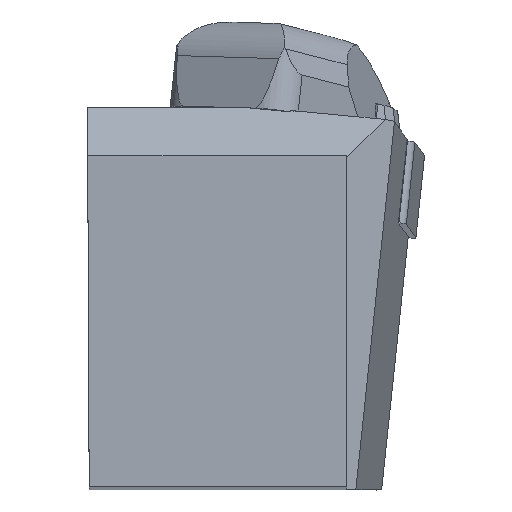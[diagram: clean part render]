
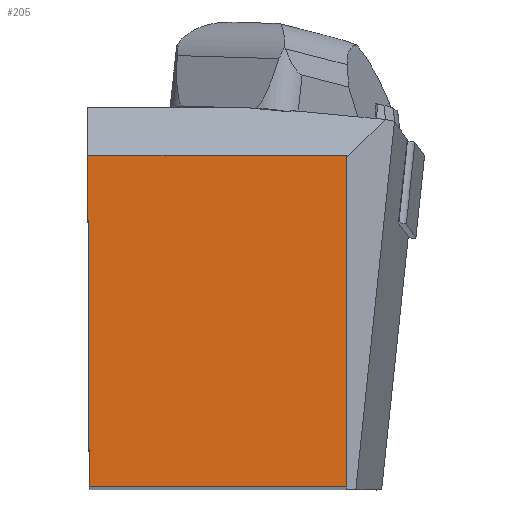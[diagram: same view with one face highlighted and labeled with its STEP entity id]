
A CAD part, top view. The second image highlights one B-rep face of the part: STEP entity #205.
In plain terms, the highlighted planar face has unit normal (0, 0, 1).
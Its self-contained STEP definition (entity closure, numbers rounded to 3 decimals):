
#146=FACE_OUTER_BOUND('',#610,.T.);
#205=ADVANCED_FACE('BLANK_BOXF006',(#146),#272,.F.);
#272=PLANE('',#1473);
#348=LINE('',#2127,#473);
#354=LINE('',#2140,#479);
#357=LINE('',#2144,#482);
#358=LINE('',#2146,#483);
#473=VECTOR('',#1672,1.);
#479=VECTOR('',#1680,1.);
#482=VECTOR('',#1685,1.);
#483=VECTOR('',#1686,1.);
#610=EDGE_LOOP('',(#771,#772,#773,#774));
#771=ORIENTED_EDGE('',*,*,#1221,.T.);
#772=ORIENTED_EDGE('',*,*,#1222,.T.);
#773=ORIENTED_EDGE('',*,*,#1212,.T.);
#774=ORIENTED_EDGE('',*,*,#1218,.T.);
#1078=VERTEX_POINT('',#2126);
#1079=VERTEX_POINT('',#2128);
#1084=VERTEX_POINT('',#2139);
#1085=VERTEX_POINT('',#2145);
#1212=EDGE_CURVE('',#1079,#1078,#348,.T.);
#1218=EDGE_CURVE('',#1078,#1084,#354,.T.);
#1221=EDGE_CURVE('',#1084,#1085,#357,.T.);
#1222=EDGE_CURVE('',#1085,#1079,#358,.T.);
#1473=AXIS2_PLACEMENT_3D('',#2147,#1687,#1688);
#1672=DIRECTION('',(0.004,-1.,0.));
#1680=DIRECTION('',(1.,0.,0.));
#1685=DIRECTION('',(0.,1.,0.));
#1686=DIRECTION('',(-1.,0.,0.));
#1687=DIRECTION('',(0.,0.,-1.));
#1688=DIRECTION('',(1.,0.,0.));
#2126=CARTESIAN_POINT('',(0.139,0.,0.));
#2127=CARTESIAN_POINT('',(-0.661,183.348,0.));
#2128=CARTESIAN_POINT('',(0.,31.85,0.));
#2139=CARTESIAN_POINT('',(24.875,0.,0.));
#2140=CARTESIAN_POINT('',(-183.35,0.,0.));
#2144=CARTESIAN_POINT('',(24.875,-183.35,0.));
#2145=CARTESIAN_POINT('',(24.875,31.85,0.));
#2146=CARTESIAN_POINT('',(183.35,31.85,0.));
#2147=CARTESIAN_POINT('',(44.35,-5.,0.));
